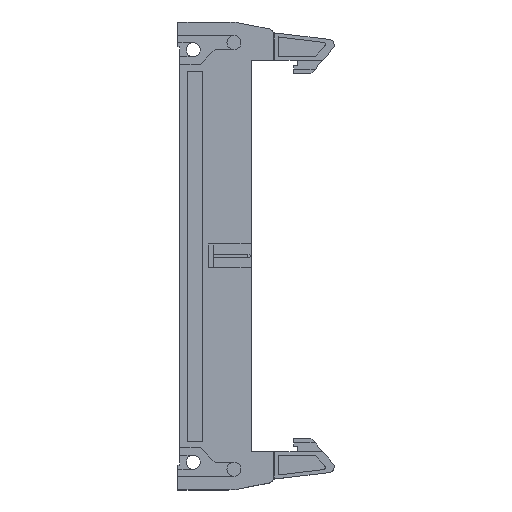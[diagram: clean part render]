
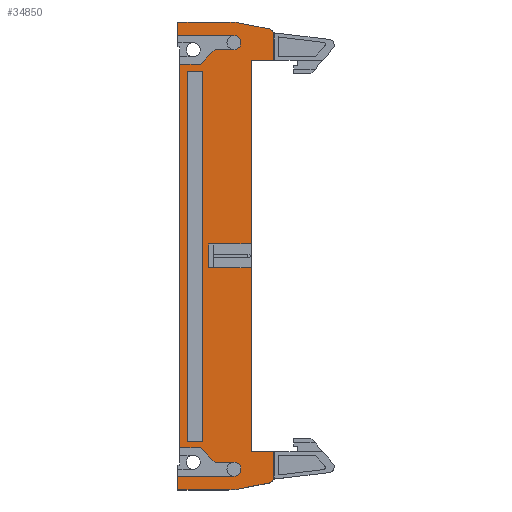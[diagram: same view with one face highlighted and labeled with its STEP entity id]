
A CAD part, top view. The second image highlights one B-rep face of the part: STEP entity #34850.
In plain terms, the highlighted face is planar.
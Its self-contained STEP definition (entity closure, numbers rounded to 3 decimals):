
#782=LINE('',#45815,#4138);
#789=LINE('',#45833,#4145);
#803=LINE('',#45867,#4159);
#809=LINE('',#45878,#4165);
#812=LINE('',#45884,#4168);
#816=LINE('',#45893,#4172);
#824=LINE('',#45909,#4180);
#826=LINE('',#45913,#4182);
#832=LINE('',#45926,#4188);
#839=LINE('',#45940,#4195);
#854=LINE('',#45969,#4210);
#856=LINE('',#45973,#4212);
#858=LINE('',#45977,#4214);
#859=LINE('',#45979,#4215);
#909=LINE('',#46104,#4265);
#912=LINE('',#46110,#4268);
#915=LINE('',#46116,#4271);
#955=LINE('',#46208,#4311);
#959=LINE('',#46217,#4315);
#962=LINE('',#46223,#4318);
#965=LINE('',#46229,#4321);
#1349=LINE('',#47029,#4705);
#1351=LINE('',#47037,#4707);
#1357=LINE('',#47049,#4713);
#1360=LINE('',#47055,#4716);
#1361=LINE('',#47057,#4717);
#1362=LINE('',#47058,#4718);
#1363=LINE('',#47060,#4719);
#4138=VECTOR('',#38721,1000.);
#4145=VECTOR('',#38736,1000.);
#4159=VECTOR('',#38764,1000.);
#4165=VECTOR('',#38772,1000.);
#4168=VECTOR('',#38777,1000.);
#4172=VECTOR('',#38785,1000.);
#4180=VECTOR('',#38797,1000.);
#4182=VECTOR('',#38801,1000.);
#4188=VECTOR('',#38809,1000.);
#4195=VECTOR('',#38818,1000.);
#4210=VECTOR('',#38843,1000.);
#4212=VECTOR('',#38847,1000.);
#4214=VECTOR('',#38851,1000.);
#4215=VECTOR('',#38854,1000.);
#4265=VECTOR('',#38984,1000.);
#4268=VECTOR('',#38989,1000.);
#4271=VECTOR('',#38994,1000.);
#4311=VECTOR('',#39078,1000.);
#4315=VECTOR('',#39084,1000.);
#4318=VECTOR('',#39089,1000.);
#4321=VECTOR('',#39094,1000.);
#4705=VECTOR('',#39886,1000.);
#4707=VECTOR('',#39896,1000.);
#4713=VECTOR('',#39906,1000.);
#4716=VECTOR('',#39911,1000.);
#4717=VECTOR('',#39914,1000.);
#4718=VECTOR('',#39915,1000.);
#4719=VECTOR('',#39916,1000.);
#8834=ORIENTED_EDGE('',*,*,#14858,.T.);
#8835=ORIENTED_EDGE('',*,*,#14862,.T.);
#8836=ORIENTED_EDGE('',*,*,#14865,.T.);
#8837=ORIENTED_EDGE('',*,*,#14868,.T.);
#8838=ORIENTED_EDGE('',*,*,#14801,.F.);
#8839=ORIENTED_EDGE('',*,*,#14806,.F.);
#8840=ORIENTED_EDGE('',*,*,#15317,.F.);
#8841=ORIENTED_EDGE('',*,*,#14714,.F.);
#8842=ORIENTED_EDGE('',*,*,#14751,.F.);
#8843=ORIENTED_EDGE('',*,*,#14708,.F.);
#8844=ORIENTED_EDGE('',*,*,#14043,.F.);
#8845=ORIENTED_EDGE('',*,*,#14685,.F.);
#8846=ORIENTED_EDGE('',*,*,#14691,.F.);
#8847=ORIENTED_EDGE('',*,*,#14698,.F.);
#8848=ORIENTED_EDGE('',*,*,#14740,.F.);
#8849=ORIENTED_EDGE('',*,*,#14738,.F.);
#8850=ORIENTED_EDGE('',*,*,#14736,.F.);
#8851=ORIENTED_EDGE('',*,*,#14694,.F.);
#8852=ORIENTED_EDGE('',*,*,#14668,.F.);
#8853=ORIENTED_EDGE('',*,*,#14659,.F.);
#8854=ORIENTED_EDGE('',*,*,#14682,.F.);
#8855=ORIENTED_EDGE('',*,*,#14706,.F.);
#8856=ORIENTED_EDGE('',*,*,#14749,.F.);
#8857=ORIENTED_EDGE('',*,*,#14721,.F.);
#8858=ORIENTED_EDGE('',*,*,#15303,.F.);
#8859=ORIENTED_EDGE('',*,*,#14741,.F.);
#8860=ORIENTED_EDGE('',*,*,#15304,.F.);
#8861=ORIENTED_EDGE('',*,*,#15307,.F.);
#8862=ORIENTED_EDGE('',*,*,#15313,.F.);
#8863=ORIENTED_EDGE('',*,*,#15316,.F.);
#8864=ORIENTED_EDGE('',*,*,#15318,.F.);
#8865=ORIENTED_EDGE('',*,*,#15319,.F.);
#8866=ORIENTED_EDGE('',*,*,#14812,.F.);
#8867=ORIENTED_EDGE('',*,*,#14809,.F.);
#14043=EDGE_CURVE('',#17542,#17543,#19643,.T.);
#14659=EDGE_CURVE('',#18151,#18152,#782,.T.);
#14668=EDGE_CURVE('',#18152,#18159,#789,.T.);
#14682=EDGE_CURVE('',#18170,#18151,#19709,.T.);
#14685=EDGE_CURVE('',#18171,#17542,#803,.T.);
#14691=EDGE_CURVE('',#18175,#18171,#809,.T.);
#14694=EDGE_CURVE('',#18159,#18177,#812,.T.);
#14698=EDGE_CURVE('',#18180,#18175,#816,.T.);
#14706=EDGE_CURVE('',#18186,#18170,#824,.T.);
#14708=EDGE_CURVE('',#17543,#18188,#826,.T.);
#14714=EDGE_CURVE('',#18193,#18194,#832,.T.);
#14721=EDGE_CURVE('',#18199,#18200,#839,.T.);
#14736=EDGE_CURVE('',#18177,#18209,#854,.T.);
#14738=EDGE_CURVE('',#18209,#18210,#856,.T.);
#14740=EDGE_CURVE('',#18210,#18180,#858,.T.);
#14741=EDGE_CURVE('',#18211,#18212,#859,.T.);
#14749=EDGE_CURVE('',#18200,#18186,#19714,.T.);
#14751=EDGE_CURVE('',#18188,#18193,#19716,.T.);
#14801=EDGE_CURVE('',#18241,#18242,#19722,.T.);
#14806=EDGE_CURVE('',#18246,#18241,#909,.T.);
#14809=EDGE_CURVE('',#18242,#18248,#912,.T.);
#14812=EDGE_CURVE('',#18248,#18250,#915,.T.);
#14858=EDGE_CURVE('',#18280,#18281,#955,.T.);
#14862=EDGE_CURVE('',#18281,#18284,#959,.T.);
#14865=EDGE_CURVE('',#18284,#18286,#962,.T.);
#14868=EDGE_CURVE('',#18286,#18280,#965,.T.);
#15303=EDGE_CURVE('',#18212,#18199,#1349,.T.);
#15304=EDGE_CURVE('',#18500,#18211,#19782,.T.);
#15307=EDGE_CURVE('',#18502,#18500,#1351,.T.);
#15313=EDGE_CURVE('',#18506,#18502,#1357,.T.);
#15316=EDGE_CURVE('',#18507,#18506,#1360,.T.);
#15317=EDGE_CURVE('',#18194,#18246,#1361,.T.);
#15318=EDGE_CURVE('',#18508,#18507,#1362,.T.);
#15319=EDGE_CURVE('',#18250,#18508,#1363,.T.);
#17542=VERTEX_POINT('',#44477);
#17543=VERTEX_POINT('',#44479);
#18151=VERTEX_POINT('',#45814);
#18152=VERTEX_POINT('',#45816);
#18159=VERTEX_POINT('',#45834);
#18170=VERTEX_POINT('',#45861);
#18171=VERTEX_POINT('',#45866);
#18175=VERTEX_POINT('',#45877);
#18177=VERTEX_POINT('',#45882);
#18180=VERTEX_POINT('',#45892);
#18186=VERTEX_POINT('',#45908);
#18188=VERTEX_POINT('',#45914);
#18193=VERTEX_POINT('',#45925);
#18194=VERTEX_POINT('',#45927);
#18199=VERTEX_POINT('',#45939);
#18200=VERTEX_POINT('',#45941);
#18209=VERTEX_POINT('',#45970);
#18210=VERTEX_POINT('',#45974);
#18211=VERTEX_POINT('',#45980);
#18212=VERTEX_POINT('',#45981);
#18241=VERTEX_POINT('',#46094);
#18242=VERTEX_POINT('',#46095);
#18246=VERTEX_POINT('',#46105);
#18248=VERTEX_POINT('',#46111);
#18250=VERTEX_POINT('',#46117);
#18280=VERTEX_POINT('',#46209);
#18281=VERTEX_POINT('',#46210);
#18284=VERTEX_POINT('',#46218);
#18286=VERTEX_POINT('',#46224);
#18500=VERTEX_POINT('',#47032);
#18502=VERTEX_POINT('',#47038);
#18506=VERTEX_POINT('',#47050);
#18507=VERTEX_POINT('',#47054);
#18508=VERTEX_POINT('',#47059);
#19643=CIRCLE('',#35987,1.);
#19709=CIRCLE('',#36170,1.);
#19714=CIRCLE('',#36196,10.);
#19716=CIRCLE('',#36199,10.);
#19722=CIRCLE('',#36225,1.25);
#19782=CIRCLE('',#36461,1.25);
#20225=EDGE_LOOP('',(#8834,#8835,#8836,#8837));
#20226=EDGE_LOOP('',(#8838,#8839,#8840,#8841,#8842,#8843,#8844,#8845,#8846,
#8847,#8848,#8849,#8850,#8851,#8852,#8853,#8854,#8855,#8856,#8857,#8858,
#8859,#8860,#8861,#8862,#8863,#8864,#8865,#8866,#8867));
#21789=FACE_BOUND('',#20225,.T.);
#21790=FACE_BOUND('',#20226,.T.);
#23308=PLANE('',#36467);
#34850=ADVANCED_FACE('',(#21789,#21790),#23308,.F.);
#35987=AXIS2_PLACEMENT_3D('',#44478,#37819,#37820);
#36170=AXIS2_PLACEMENT_3D('',#45862,#38758,#38759);
#36196=AXIS2_PLACEMENT_3D('',#45994,#38872,#38873);
#36199=AXIS2_PLACEMENT_3D('',#45997,#38878,#38879);
#36225=AXIS2_PLACEMENT_3D('',#46093,#38974,#38975);
#36461=AXIS2_PLACEMENT_3D('',#47031,#39889,#39890);
#36467=AXIS2_PLACEMENT_3D('',#47056,#39912,#39913);
#37819=DIRECTION('',(0.,1.,0.));
#37820=DIRECTION('',(0.,0.,1.));
#38721=DIRECTION('',(1.,0.,0.));
#38736=DIRECTION('',(0.,0.,-1.));
#38758=DIRECTION('',(0.,1.,0.));
#38759=DIRECTION('',(0.,0.,1.));
#38764=DIRECTION('',(1.,0.,0.));
#38772=DIRECTION('',(0.,0.,1.));
#38777=DIRECTION('',(1.,0.,0.));
#38785=DIRECTION('',(1.,0.,0.));
#38797=DIRECTION('',(0.196,0.,0.981));
#38801=DIRECTION('',(0.196,0.,-0.981));
#38809=DIRECTION('',(0.,0.,-1.));
#38818=DIRECTION('',(0.,0.,1.));
#38843=DIRECTION('',(0.,0.,-1.));
#38847=DIRECTION('',(1.,0.,0.));
#38851=DIRECTION('',(0.,0.,1.));
#38854=DIRECTION('',(0.,0.,-1.));
#38872=DIRECTION('',(0.,1.,0.));
#38873=DIRECTION('',(0.,0.,1.));
#38878=DIRECTION('',(0.,1.,0.));
#38879=DIRECTION('',(0.,0.,1.));
#38974=DIRECTION('',(0.,-1.,0.));
#38975=DIRECTION('',(1.,0.,0.));
#38984=DIRECTION('',(0.,0.,1.));
#38989=DIRECTION('',(0.,0.,-1.));
#38994=DIRECTION('',(-0.707,0.,-0.707));
#39078=DIRECTION('',(0.,0.,1.));
#39084=DIRECTION('',(1.,0.,0.));
#39089=DIRECTION('',(0.,0.,-1.));
#39094=DIRECTION('',(-1.,0.,0.));
#39886=DIRECTION('',(-1.,0.,0.));
#39889=DIRECTION('',(0.,-1.,0.));
#39890=DIRECTION('',(1.,0.,0.));
#39896=DIRECTION('',(0.,0.,1.));
#39906=DIRECTION('',(-0.707,0.,0.707));
#39911=DIRECTION('',(0.,0.,1.));
#39912=DIRECTION('',(0.,1.,0.));
#39913=DIRECTION('',(0.,0.,1.));
#39914=DIRECTION('',(-1.,0.,0.));
#39915=DIRECTION('',(-1.,0.,0.));
#39916=DIRECTION('',(0.,0.,-1.));
#44477=CARTESIAN_POINT('',(39.28,-4.15,12.));
#44478=CARTESIAN_POINT('',(39.28,-4.15,11.));
#44479=CARTESIAN_POINT('',(40.261,-4.15,11.196));
#45814=CARTESIAN_POINT('',(-39.28,-4.15,12.));
#45815=CARTESIAN_POINT('',(-40.1,-4.15,12.));
#45816=CARTESIAN_POINT('',(-34.6,-4.15,12.));
#45833=CARTESIAN_POINT('',(-34.6,-4.15,12.));
#45834=CARTESIAN_POINT('',(-34.6,-4.15,8.));
#45861=CARTESIAN_POINT('',(-40.261,-4.15,11.196));
#45862=CARTESIAN_POINT('',(-39.28,-4.15,11.));
#45866=CARTESIAN_POINT('',(34.6,-4.15,12.));
#45867=CARTESIAN_POINT('',(34.6,-4.15,12.));
#45877=CARTESIAN_POINT('',(34.6,-4.15,8.));
#45878=CARTESIAN_POINT('',(34.6,-4.15,8.));
#45882=CARTESIAN_POINT('',(-2.125,-4.15,8.));
#45884=CARTESIAN_POINT('',(-34.6,-4.15,8.));
#45892=CARTESIAN_POINT('',(2.125,-4.15,8.));
#45893=CARTESIAN_POINT('',(-34.6,-4.15,8.));
#45908=CARTESIAN_POINT('',(-41.306,-4.15,5.971));
#45909=CARTESIAN_POINT('',(-40.1,-4.15,12.));
#45913=CARTESIAN_POINT('',(40.1,-4.15,12.));
#45914=CARTESIAN_POINT('',(41.306,-4.15,5.971));
#45925=CARTESIAN_POINT('',(41.5,-4.15,4.01));
#45926=CARTESIAN_POINT('',(41.5,-4.15,5.));
#45927=CARTESIAN_POINT('',(41.5,-4.15,-5.));
#45939=CARTESIAN_POINT('',(-41.5,-4.15,-5.));
#45940=CARTESIAN_POINT('',(-41.5,-4.15,-5.));
#45941=CARTESIAN_POINT('',(-41.5,-4.15,4.01));
#45969=CARTESIAN_POINT('',(-2.125,-4.15,8.));
#45970=CARTESIAN_POINT('',(-2.125,-4.15,0.45));
#45973=CARTESIAN_POINT('',(-2.125,-4.15,0.45));
#45974=CARTESIAN_POINT('',(2.125,-4.15,0.45));
#45977=CARTESIAN_POINT('',(2.125,-4.15,0.45));
#45979=CARTESIAN_POINT('',(-39.1,-4.15,4.95));
#45980=CARTESIAN_POINT('',(-39.1,-4.15,4.95));
#45981=CARTESIAN_POINT('',(-39.1,-4.15,-5.));
#45994=CARTESIAN_POINT('',(-31.5,-4.15,4.01));
#45997=CARTESIAN_POINT('',(31.5,-4.15,4.01));
#46093=CARTESIAN_POINT('',(37.85,-4.15,4.95));
#46094=CARTESIAN_POINT('',(39.1,-4.15,4.95));
#46095=CARTESIAN_POINT('',(36.6,-4.15,4.95));
#46104=CARTESIAN_POINT('',(39.1,-4.15,-5.));
#46105=CARTESIAN_POINT('',(39.1,-4.15,-5.));
#46110=CARTESIAN_POINT('',(36.6,-4.15,4.95));
#46111=CARTESIAN_POINT('',(36.6,-4.15,1.6));
#46116=CARTESIAN_POINT('',(36.6,-4.15,1.6));
#46117=CARTESIAN_POINT('',(34.,-4.15,-1.));
#46208=CARTESIAN_POINT('',(-32.75,-4.15,-3.35));
#46209=CARTESIAN_POINT('',(-32.75,-4.15,-3.35));
#46210=CARTESIAN_POINT('',(-32.75,-4.15,-0.65));
#46217=CARTESIAN_POINT('',(-32.75,-4.15,-0.65));
#46218=CARTESIAN_POINT('',(32.95,-4.15,-0.65));
#46223=CARTESIAN_POINT('',(32.95,-4.15,-0.65));
#46224=CARTESIAN_POINT('',(32.95,-4.15,-3.35));
#46229=CARTESIAN_POINT('',(32.95,-4.15,-3.35));
#47029=CARTESIAN_POINT('',(41.5,-4.15,-5.));
#47031=CARTESIAN_POINT('',(-37.85,-4.15,4.95));
#47032=CARTESIAN_POINT('',(-36.6,-4.15,4.95));
#47037=CARTESIAN_POINT('',(-36.6,-4.15,4.95));
#47038=CARTESIAN_POINT('',(-36.6,-4.15,1.6));
#47049=CARTESIAN_POINT('',(-36.6,-4.15,1.6));
#47050=CARTESIAN_POINT('',(-34.,-4.15,-1.));
#47054=CARTESIAN_POINT('',(-34.,-4.15,-4.7));
#47055=CARTESIAN_POINT('',(-34.,-4.15,-1.));
#47056=CARTESIAN_POINT('',(0.,-4.15,0.));
#47057=CARTESIAN_POINT('',(41.5,-4.15,-5.));
#47058=CARTESIAN_POINT('',(37.1,-4.15,-4.7));
#47059=CARTESIAN_POINT('',(34.,-4.15,-4.7));
#47060=CARTESIAN_POINT('',(34.,-4.15,-1.));
